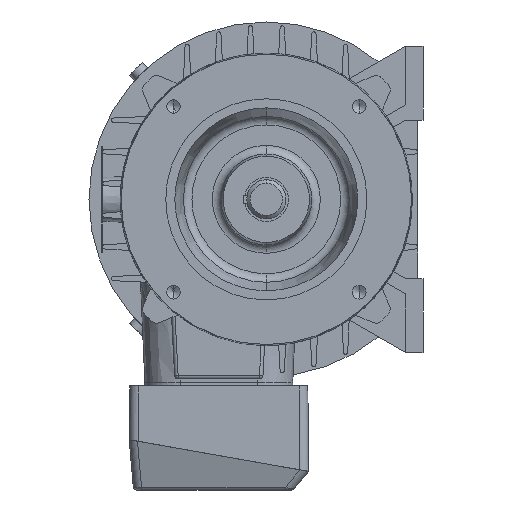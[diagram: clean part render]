
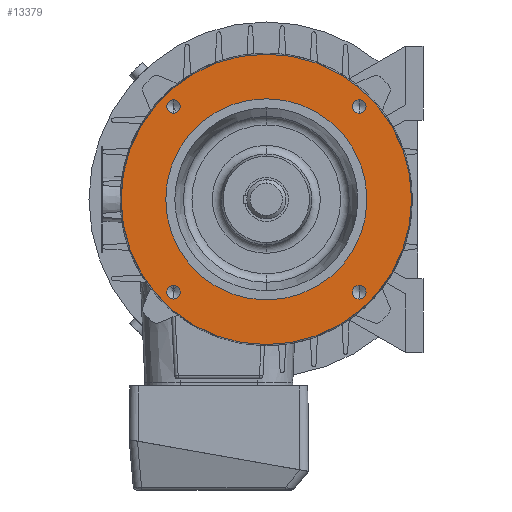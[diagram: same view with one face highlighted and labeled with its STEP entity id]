
A CAD part, left-side view. The second image highlights one B-rep face of the part: STEP entity #13379.
In plain terms, the highlighted planar face has unit normal (-1, 0, 0).
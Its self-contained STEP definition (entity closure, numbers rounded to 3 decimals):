
#92 = CIRCLE ( 'NONE', #93, 82.5 ) ;
#93 = AXIS2_PLACEMENT_3D ( 'NONE', #94, #95, #96 ) ;
#94 = CARTESIAN_POINT ( 'NONE',  ( -44., 0., 0. ) ) ;
#95 = DIRECTION ( 'NONE',  ( -1., 0., 0. ) ) ;
#96 = DIRECTION ( 'NONE',  ( 0., 0., 1. ) ) ;
#16510 = ORIENTED_EDGE ( 'NONE', *, *, #15849, .T. ) ;
#306 = CARTESIAN_POINT ( 'NONE',  ( -44., 52.75, 56.65 ) ) ;
#16690 = CIRCLE ( 'NONE', #16691, 82.5 ) ;
#16691 = AXIS2_PLACEMENT_3D ( 'NONE', #16692, #16693, #16694 ) ;
#16692 = CARTESIAN_POINT ( 'NONE',  ( -44., 0., 0. ) ) ;
#16693 = DIRECTION ( 'NONE',  ( -1., 0., 0. ) ) ;
#16694 = DIRECTION ( 'NONE',  ( 0., 0., 1. ) ) ;
#461 = CIRCLE ( 'NONE', #462, 3.9 ) ;
#462 = AXIS2_PLACEMENT_3D ( 'NONE', #463, #464, #465 ) ;
#463 = CARTESIAN_POINT ( 'NONE',  ( -44., 52.75, 52.75 ) ) ;
#464 = DIRECTION ( 'NONE',  ( 1., 0., 0. ) ) ;
#465 = DIRECTION ( 'NONE',  ( 0., 0., -1. ) ) ;
#16896 = VERTEX_POINT ( 'NONE', #11172 ) ;
#17120 = EDGE_LOOP ( 'NONE', ( #16510, #15895 ) ) ;
#1425 = CARTESIAN_POINT ( 'NONE',  ( -44., 52.75, 48.85 ) ) ;
#17875 = CARTESIAN_POINT ( 'NONE',  ( -44., 52.75, -48.85 ) ) ;
#1708 = ORIENTED_EDGE ( 'NONE', *, *, #5842, .T. ) ;
#18271 = CIRCLE ( 'NONE', #18272, 57.15 ) ;
#18272 = AXIS2_PLACEMENT_3D ( 'NONE', #18273, #18274, #18275 ) ;
#18273 = CARTESIAN_POINT ( 'NONE',  ( -44., 0., 0. ) ) ;
#18274 = DIRECTION ( 'NONE',  ( -1., 0., 0. ) ) ;
#18275 = DIRECTION ( 'NONE',  ( 0., 0., 1. ) ) ;
#18352 = VERTEX_POINT ( 'NONE', #12759 ) ;
#2136 = CARTESIAN_POINT ( 'NONE',  ( -44., -52.75, -48.85 ) ) ;
#2314 = EDGE_CURVE ( 'NONE', #5312, #5576, #16690, .T. ) ;
#2328 = CIRCLE ( 'NONE', #2329, 3.9 ) ;
#2329 = AXIS2_PLACEMENT_3D ( 'NONE', #2330, #2331, #2332 ) ;
#2330 = CARTESIAN_POINT ( 'NONE',  ( -44., -52.75, -52.75 ) ) ;
#2331 = DIRECTION ( 'NONE',  ( 1., 0., 0. ) ) ;
#2332 = DIRECTION ( 'NONE',  ( 0., 0., -1. ) ) ;
#2528 = CIRCLE ( 'NONE', #2529, 3.9 ) ;
#2529 = AXIS2_PLACEMENT_3D ( 'NONE', #2530, #2531, #2532 ) ;
#2530 = CARTESIAN_POINT ( 'NONE',  ( -44., 52.75, 52.75 ) ) ;
#2531 = DIRECTION ( 'NONE',  ( 1., 0., 0. ) ) ;
#2532 = DIRECTION ( 'NONE',  ( 0., 0., -1. ) ) ;
#19078 = CARTESIAN_POINT ( 'NONE',  ( -44., 0., -82.5 ) ) ;
#2755 = ORIENTED_EDGE ( 'NONE', *, *, #2314, .T. ) ;
#19209 = CARTESIAN_POINT ( 'NONE',  ( -44., 0., 82.5 ) ) ;
#3516 = VERTEX_POINT ( 'NONE', #17875 ) ;
#3553 = EDGE_LOOP ( 'NONE', ( #2755, #1708 ) ) ;
#3899 = EDGE_CURVE ( 'NONE', #14254, #14322, #18271, .T. ) ;
#4322 = CIRCLE ( 'NONE', #4323, 3.9 ) ;
#4323 = AXIS2_PLACEMENT_3D ( 'NONE', #4324, #4335, #4336 ) ;
#4324 = CARTESIAN_POINT ( 'NONE',  ( -44., 52.75, -52.75 ) ) ;
#4335 = DIRECTION ( 'NONE',  ( 1., 0., 0. ) ) ;
#4336 = DIRECTION ( 'NONE',  ( 0., 0., -1. ) ) ;
#5312 = VERTEX_POINT ( 'NONE', #19078 ) ;
#5576 = VERTEX_POINT ( 'NONE', #19209 ) ;
#5628 = FACE_BOUND ( 'NONE', #13098, .T. ) ;
#5629 = FACE_BOUND ( 'NONE', #10956, .T. ) ;
#5630 = FACE_BOUND ( 'NONE', #17120, .T. ) ;
#5631 = FACE_BOUND ( 'NONE', #15174, .T. ) ;
#5632 = FACE_BOUND ( 'NONE', #14277, .T. ) ;
#5633 = FACE_OUTER_BOUND ( 'NONE', #3553, .T. ) ;
#5634 = PLANE ( 'NONE',  #5635 ) ;
#5635 = AXIS2_PLACEMENT_3D ( 'NONE', #5636, #5637, #5638 ) ;
#5636 = CARTESIAN_POINT ( 'NONE',  ( -44., 82.5, 0. ) ) ;
#5637 = DIRECTION ( 'NONE',  ( 1., 0., 0. ) ) ;
#5638 = DIRECTION ( 'NONE',  ( 0., 0., -1. ) ) ;
#5842 = EDGE_CURVE ( 'NONE', #5576, #5312, #92, .T. ) ;
#6249 = VERTEX_POINT ( 'NONE', #306 ) ;
#6510 = EDGE_CURVE ( 'NONE', #6249, #7570, #461, .T. ) ;
#7570 = VERTEX_POINT ( 'NONE', #1425 ) ;
#7698 = CIRCLE ( 'NONE', #7699, 3.9 ) ;
#7699 = AXIS2_PLACEMENT_3D ( 'NONE', #7700, #7707, #7708 ) ;
#7700 = CARTESIAN_POINT ( 'NONE',  ( -44., 52.75, -52.75 ) ) ;
#7707 = DIRECTION ( 'NONE',  ( 1., 0., 0. ) ) ;
#7708 = DIRECTION ( 'NONE',  ( 0., 0., -1. ) ) ;
#8548 = CARTESIAN_POINT ( 'NONE',  ( -44., 0., -57.15 ) ) ;
#8609 = CARTESIAN_POINT ( 'NONE',  ( -44., 52.75, -56.65 ) ) ;
#8646 = CARTESIAN_POINT ( 'NONE',  ( -44., 0., 57.15 ) ) ;
#8681 = VERTEX_POINT ( 'NONE', #2136 ) ;
#8766 = CIRCLE ( 'NONE', #8767, 3.9 ) ;
#8767 = AXIS2_PLACEMENT_3D ( 'NONE', #8768, #8769, #8770 ) ;
#8768 = CARTESIAN_POINT ( 'NONE',  ( -44., -52.75, -52.75 ) ) ;
#8769 = DIRECTION ( 'NONE',  ( 1., 0., 0. ) ) ;
#8770 = DIRECTION ( 'NONE',  ( 0., 0., -1. ) ) ;
#8875 = CIRCLE ( 'NONE', #8876, 57.15 ) ;
#8876 = AXIS2_PLACEMENT_3D ( 'NONE', #8877, #8878, #8879 ) ;
#8877 = CARTESIAN_POINT ( 'NONE',  ( -44., 0., 0. ) ) ;
#8878 = DIRECTION ( 'NONE',  ( -1., 0., 0. ) ) ;
#8879 = DIRECTION ( 'NONE',  ( 0., 0., 1. ) ) ;
#8954 = EDGE_CURVE ( 'NONE', #8681, #18352, #2328, .T. ) ;
#9297 = EDGE_CURVE ( 'NONE', #7570, #6249, #2528, .T. ) ;
#9728 = ORIENTED_EDGE ( 'NONE', *, *, #9297, .T. ) ;
#10216 = CIRCLE ( 'NONE', #10217, 3.9 ) ;
#10217 = AXIS2_PLACEMENT_3D ( 'NONE', #10222, #10223, #10224 ) ;
#10222 = CARTESIAN_POINT ( 'NONE',  ( -44., -52.75, 52.75 ) ) ;
#10223 = DIRECTION ( 'NONE',  ( 1., 0., 0. ) ) ;
#10224 = DIRECTION ( 'NONE',  ( 0., 0., -1. ) ) ;
#10270 = CARTESIAN_POINT ( 'NONE',  ( -44., -52.75, 56.65 ) ) ;
#10346 = ORIENTED_EDGE ( 'NONE', *, *, #6510, .T. ) ;
#10450 = CIRCLE ( 'NONE', #10451, 3.9 ) ;
#10451 = AXIS2_PLACEMENT_3D ( 'NONE', #10452, #10453, #10454 ) ;
#10452 = CARTESIAN_POINT ( 'NONE',  ( -44., -52.75, 52.75 ) ) ;
#10453 = DIRECTION ( 'NONE',  ( 1., 0., 0. ) ) ;
#10454 = DIRECTION ( 'NONE',  ( 0., 0., -1. ) ) ;
#10956 = EDGE_LOOP ( 'NONE', ( #10346, #9728 ) ) ;
#11172 = CARTESIAN_POINT ( 'NONE',  ( -44., -52.75, 48.85 ) ) ;
#11251 = EDGE_CURVE ( 'NONE', #14295, #3516, #4322, .T. ) ;
#11686 = ORIENTED_EDGE ( 'NONE', *, *, #11251, .T. ) ;
#12300 = ORIENTED_EDGE ( 'NONE', *, *, #14013, .T. ) ;
#12759 = CARTESIAN_POINT ( 'NONE',  ( -44., -52.75, -56.65 ) ) ;
#13098 = EDGE_LOOP ( 'NONE', ( #12300, #11686 ) ) ;
#13379 = ADVANCED_FACE ( 'NONE', ( #5628, #5629, #5630, #5631, #5632, #5633 ), #5634, .F. ) ;
#13945 = ORIENTED_EDGE ( 'NONE', *, *, #3899, .F. ) ;
#14013 = EDGE_CURVE ( 'NONE', #3516, #14295, #7698, .T. ) ;
#14109 = ORIENTED_EDGE ( 'NONE', *, *, #14391, .F. ) ;
#14254 = VERTEX_POINT ( 'NONE', #8548 ) ;
#14277 = EDGE_LOOP ( 'NONE', ( #14109, #13945 ) ) ;
#14295 = VERTEX_POINT ( 'NONE', #8609 ) ;
#14322 = VERTEX_POINT ( 'NONE', #8646 ) ;
#14353 = EDGE_CURVE ( 'NONE', #18352, #8681, #8766, .T. ) ;
#14391 = EDGE_CURVE ( 'NONE', #14322, #14254, #8875, .T. ) ;
#14470 = ORIENTED_EDGE ( 'NONE', *, *, #14353, .T. ) ;
#14643 = ORIENTED_EDGE ( 'NONE', *, *, #8954, .T. ) ;
#15174 = EDGE_LOOP ( 'NONE', ( #14643, #14470 ) ) ;
#15466 = EDGE_CURVE ( 'NONE', #16896, #15588, #10216, .T. ) ;
#15588 = VERTEX_POINT ( 'NONE', #10270 ) ;
#15849 = EDGE_CURVE ( 'NONE', #15588, #16896, #10450, .T. ) ;
#15895 = ORIENTED_EDGE ( 'NONE', *, *, #15466, .T. ) ;
